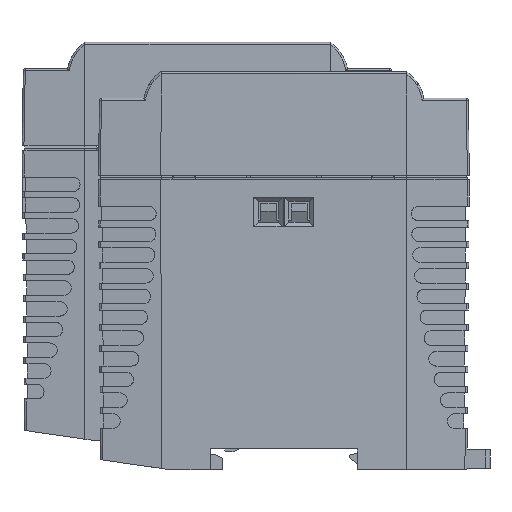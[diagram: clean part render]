
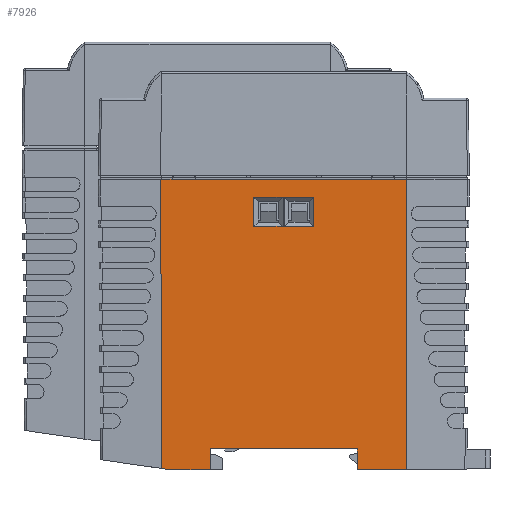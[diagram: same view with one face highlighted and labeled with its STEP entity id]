
A CAD part, left-side view. The second image highlights one B-rep face of the part: STEP entity #7926.
In plain terms, the highlighted planar face has unit normal (-1, 0, -0.009).
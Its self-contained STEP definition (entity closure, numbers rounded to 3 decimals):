
#4050 = EDGE_CURVE( '', #12580, #12581, #12582, .T. );
#4574 = EDGE_CURVE( '', #12736, #13464, #13465, .T. );
#4826 = EDGE_CURVE( '', #13870, #13871, #13872, .T. );
#5641 = EDGE_CURVE( '', #15162, #15163, #15164, .T. );
#6041 = EDGE_CURVE( '', #15753, #15046, #15754, .T. );
#6303 = EDGE_CURVE( '', #16140, #16141, #16142, .T. );
#6946 = EDGE_CURVE( '', #14912, #16141, #17072, .T. );
#7824 = EDGE_CURVE( '', #13190, #12736, #18263, .T. );
#7849 = EDGE_CURVE( '', #14912, #18294, #18295, .T. );
#7921 = EDGE_CURVE( '', #13464, #18388, #18389, .T. );
#7926 = ADVANCED_FACE( ' TRM_SRF', ( #18395, #18396, #18397 ), #18398, .T. );
#8397 = EDGE_CURVE( '', #12581, #13870, #18990, .T. );
#8524 = EDGE_CURVE( '', #15046, #15162, #19160, .T. );
#8542 = EDGE_CURVE( '', #13871, #12580, #19181, .T. );
#8612 = EDGE_CURVE( '', #18388, #13190, #19262, .T. );
#10155 = EDGE_CURVE( '', #18336, #15753, #21121, .T. );
#11439 = EDGE_CURVE( '', #18294, #18336, #22593, .T. );
#11534 = EDGE_CURVE( '', #15163, #16140, #22699, .T. );
#12580 = VERTEX_POINT( '', #24014 );
#12581 = VERTEX_POINT( '', #24015 );
#12582 = LINE( '', #24016, #24017 );
#12736 = VERTEX_POINT( '', #24263 );
#13190 = VERTEX_POINT( '', #24914 );
#13464 = VERTEX_POINT( '', #25302 );
#13465 = LINE( '', #25303, #25304 );
#13870 = VERTEX_POINT( '', #25886 );
#13871 = VERTEX_POINT( '', #25887 );
#13872 = LINE( '', #25888, #25889 );
#14912 = VERTEX_POINT( '', #27410 );
#15046 = VERTEX_POINT( '', #27617 );
#15162 = VERTEX_POINT( '', #27789 );
#15163 = VERTEX_POINT( '', #27790 );
#15164 = LINE( '', #27791, #27792 );
#15753 = VERTEX_POINT( '', #28662 );
#15754 = LINE( '', #28663, #28664 );
#16140 = VERTEX_POINT( '', #29250 );
#16141 = VERTEX_POINT( '', #29251 );
#16142 = LINE( '', #29252, #29253 );
#17072 = LINE( '', #30662, #30663 );
#18263 = LINE( '', #32494, #32495 );
#18294 = VERTEX_POINT( '', #32544 );
#18295 = LINE( '', #32545, #32546 );
#18336 = VERTEX_POINT( '', #32611 );
#18388 = VERTEX_POINT( '', #32696 );
#18389 = LINE( '', #32697, #32698 );
#18395 = FACE_OUTER_BOUND( '', #32706, .T. );
#18396 = FACE_BOUND( '', #32707, .T. );
#18397 = FACE_BOUND( '', #32708, .T. );
#18398 = PLANE( '', #32709 );
#18990 = LINE( '', #33633, #33634 );
#19160 = LINE( '', #33892, #33893 );
#19181 = LINE( '', #33925, #33926 );
#19262 = LINE( '', #34053, #34054 );
#21121 = LINE( '', #37068, #37069 );
#22593 = LINE( '', #39500, #39501 );
#22699 = LINE( '', #39679, #39680 );
#24014 = CARTESIAN_POINT( '', ( -2.204, -7.209, -6.9 ) );
#24015 = CARTESIAN_POINT( '', ( -2.143, -7.209, -13.918 ) );
#24016 = CARTESIAN_POINT( '', ( -2.253, -7.209, -1.2 ) );
#24017 = VECTOR( '', #41162, 1000. );
#24263 = CARTESIAN_POINT( '', ( -2.143, 0.191, -13.918 ) );
#24914 = CARTESIAN_POINT( '', ( -2.204, 0.191, -6.9 ) );
#25302 = CARTESIAN_POINT( '', ( -2.143, 7.209, -13.918 ) );
#25303 = CARTESIAN_POINT( '', ( -2.143, -30.808, -13.918 ) );
#25304 = VECTOR( '', #42088, 1000. );
#25886 = CARTESIAN_POINT( '', ( -2.143, -0.191, -13.918 ) );
#25887 = CARTESIAN_POINT( '', ( -2.204, -0.191, -6.9 ) );
#25888 = CARTESIAN_POINT( '', ( -2.253, -0.191, -1.2 ) );
#25889 = VECTOR( '', #42583, 1000. );
#27410 = CARTESIAN_POINT( '', ( -1.63, -17.75, -72.6 ) );
#27617 = CARTESIAN_POINT( '', ( -1.633, 29.603, -72.295 ) );
#27789 = CARTESIAN_POINT( '', ( -1.63, 27.5, -72.6 ) );
#27790 = CARTESIAN_POINT( '', ( -1.63, 17.75, -72.6 ) );
#27791 = CARTESIAN_POINT( '', ( -1.63, -30.808, -72.6 ) );
#27792 = VECTOR( '', #43878, 1000. );
#28662 = CARTESIAN_POINT( '', ( -2.241, 29.623, -2.6 ) );
#28663 = CARTESIAN_POINT( '', ( -2.241, 29.623, -2.6 ) );
#28664 = VECTOR( '', #44514, 1000. );
#29250 = CARTESIAN_POINT( '', ( -1.674, 17.75, -67.6 ) );
#29251 = CARTESIAN_POINT( '', ( -1.674, -17.75, -67.6 ) );
#29252 = CARTESIAN_POINT( '', ( -1.674, -30.808, -67.6 ) );
#29253 = VECTOR( '', #44937, 1000. );
#30662 = CARTESIAN_POINT( '', ( -1.63, -17.75, -72.6 ) );
#30663 = VECTOR( '', #46050, 1000. );
#32494 = CARTESIAN_POINT( '', ( -2.253, 0.191, -1.2 ) );
#32495 = VECTOR( '', #47480, 1000. );
#32544 = CARTESIAN_POINT( '', ( -1.63, -29.603, -72.6 ) );
#32545 = CARTESIAN_POINT( '', ( -1.63, -30.808, -72.6 ) );
#32546 = VECTOR( '', #47512, 1000. );
#32611 = CARTESIAN_POINT( '', ( -2.241, -29.623, -2.6 ) );
#32696 = CARTESIAN_POINT( '', ( -2.204, 7.209, -6.9 ) );
#32697 = CARTESIAN_POINT( '', ( -2.253, 7.209, -1.2 ) );
#32698 = VECTOR( '', #47602, 1000. );
#32706 = EDGE_LOOP( '', ( #47607, #47608, #47609, #47610, #47611, #47612, #47613, #47614, #47615 ) );
#32707 = EDGE_LOOP( '', ( #47616, #47617, #47618, #47619 ) );
#32708 = EDGE_LOOP( '', ( #47620, #47621, #47622, #47623 ) );
#32709 = AXIS2_PLACEMENT_3D( '', #47624, #47625, #47626 );
#33633 = CARTESIAN_POINT( '', ( -2.143, -30.808, -13.918 ) );
#33634 = VECTOR( '', #48402, 1000. );
#33892 = CARTESIAN_POINT( '', ( -1.633, 29.603, -72.295 ) );
#33893 = VECTOR( '', #48649, 1000. );
#33925 = CARTESIAN_POINT( '', ( -2.204, -30.808, -6.9 ) );
#33926 = VECTOR( '', #48677, 1000. );
#34053 = CARTESIAN_POINT( '', ( -2.204, -30.808, -6.9 ) );
#34054 = VECTOR( '', #48786, 1000. );
#37068 = CARTESIAN_POINT( '', ( -2.241, -30.808, -2.6 ) );
#37069 = VECTOR( '', #51383, 1000. );
#39500 = CARTESIAN_POINT( '', ( -1.63, -29.603, -72.6 ) );
#39501 = VECTOR( '', #53333, 1000. );
#39679 = CARTESIAN_POINT( '', ( -2.253, 17.75, -1.2 ) );
#39680 = VECTOR( '', #53474, 1000. );
#41162 = DIRECTION( '', ( 0.009, 0., -1. ) );
#42088 = DIRECTION( '', ( 0., 1., 0. ) );
#42583 = DIRECTION( '', ( -0.009, 0., 1. ) );
#43878 = DIRECTION( '', ( 0., -1., 0. ) );
#44514 = DIRECTION( '', ( 0.009, 0., -1. ) );
#44937 = DIRECTION( '', ( 0., -1., 0. ) );
#46050 = DIRECTION( '', ( -0.009, 0., 1. ) );
#47480 = DIRECTION( '', ( 0.009, 0., -1. ) );
#47512 = DIRECTION( '', ( 0., -1., 0. ) );
#47602 = DIRECTION( '', ( -0.009, 0., 1. ) );
#47607 = ORIENTED_EDGE( '', *, *, #7849, .T. );
#47608 = ORIENTED_EDGE( '', *, *, #11439, .T. );
#47609 = ORIENTED_EDGE( '', *, *, #10155, .T. );
#47610 = ORIENTED_EDGE( '', *, *, #6041, .T. );
#47611 = ORIENTED_EDGE( '', *, *, #8524, .T. );
#47612 = ORIENTED_EDGE( '', *, *, #5641, .T. );
#47613 = ORIENTED_EDGE( '', *, *, #11534, .T. );
#47614 = ORIENTED_EDGE( '', *, *, #6303, .T. );
#47615 = ORIENTED_EDGE( '', *, *, #6946, .F. );
#47616 = ORIENTED_EDGE( '', *, *, #8542, .T. );
#47617 = ORIENTED_EDGE( '', *, *, #4050, .T. );
#47618 = ORIENTED_EDGE( '', *, *, #8397, .T. );
#47619 = ORIENTED_EDGE( '', *, *, #4826, .T. );
#47620 = ORIENTED_EDGE( '', *, *, #4574, .T. );
#47621 = ORIENTED_EDGE( '', *, *, #7921, .T. );
#47622 = ORIENTED_EDGE( '', *, *, #8612, .T. );
#47623 = ORIENTED_EDGE( '', *, *, #7824, .T. );
#47624 = CARTESIAN_POINT( '', ( -2.253, -30.808, -1.2 ) );
#47625 = DIRECTION( '', ( -1., 0., -0.009 ) );
#47626 = DIRECTION( '', ( -0.009, 0., 1. ) );
#48402 = DIRECTION( '', ( 0., 1., 0. ) );
#48649 = DIRECTION( '', ( 0.001, -0.99, -0.143 ) );
#48677 = DIRECTION( '', ( 0., -1., 0. ) );
#48786 = DIRECTION( '', ( 0., -1., 0. ) );
#51383 = DIRECTION( '', ( 0., 1., 0. ) );
#53333 = DIRECTION( '', ( -0.009, 0., 1. ) );
#53474 = DIRECTION( '', ( -0.009, 0., 1. ) );
